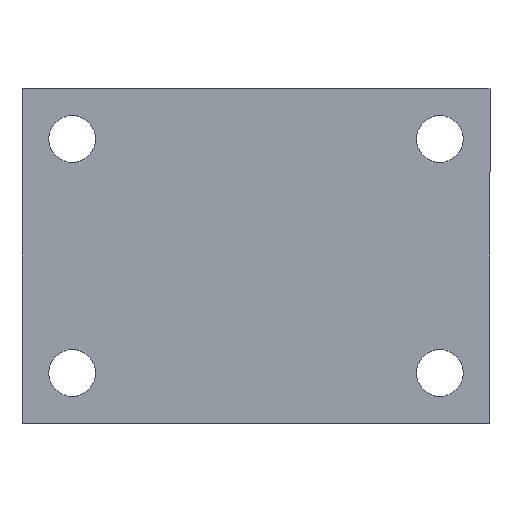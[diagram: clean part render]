
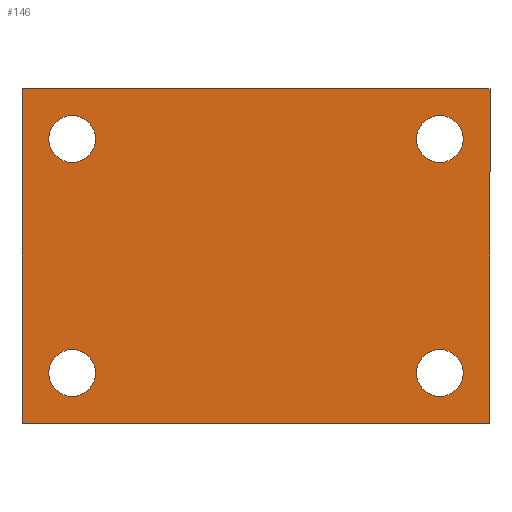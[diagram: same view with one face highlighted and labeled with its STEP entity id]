
A CAD part, front view. The second image highlights one B-rep face of the part: STEP entity #146.
In plain terms, the highlighted planar face has unit normal (0, -1, 0).
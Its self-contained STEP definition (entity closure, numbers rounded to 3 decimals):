
#5 = CARTESIAN_POINT ( 'NONE',  ( -70., -3., -50. ) ) ;
#8 = DIRECTION ( 'NONE',  ( 0., 1., 0. ) ) ;
#15 = AXIS2_PLACEMENT_3D ( 'NONE', #130, #336, #344 ) ;
#17 = LINE ( 'NONE', #187, #236 ) ;
#24 = DIRECTION ( 'NONE',  ( 0., 0., 1. ) ) ;
#26 = EDGE_CURVE ( 'NONE', #127, #449, #115, .T. ) ;
#30 = DIRECTION ( 'NONE',  ( 0., 0., 1. ) ) ;
#32 = VERTEX_POINT ( 'NONE', #349 ) ;
#43 = CARTESIAN_POINT ( 'NONE',  ( -55., -3., 42. ) ) ;
#46 = LINE ( 'NONE', #62, #469 ) ;
#47 = ORIENTED_EDGE ( 'NONE', *, *, #251, .T. ) ;
#53 = CARTESIAN_POINT ( 'NONE',  ( 70., -3., 50. ) ) ;
#56 = EDGE_CURVE ( 'NONE', #293, #345, #519, .T. ) ;
#57 = AXIS2_PLACEMENT_3D ( 'NONE', #161, #415, #423 ) ;
#59 = AXIS2_PLACEMENT_3D ( 'NONE', #285, #494, #114 ) ;
#62 = CARTESIAN_POINT ( 'NONE',  ( -70., -3., -50. ) ) ;
#65 = DIRECTION ( 'NONE',  ( 0., 1., 0. ) ) ;
#66 = FACE_OUTER_BOUND ( 'NONE', #234, .T. ) ;
#86 = ORIENTED_EDGE ( 'NONE', *, *, #348, .T. ) ;
#88 = EDGE_LOOP ( 'NONE', ( #442, #174 ) ) ;
#92 = DIRECTION ( 'NONE',  ( 0., 0., 1. ) ) ;
#93 = EDGE_CURVE ( 'NONE', #32, #383, #266, .T. ) ;
#97 = CIRCLE ( 'NONE', #332, 7. ) ;
#100 = VERTEX_POINT ( 'NONE', #524 ) ;
#103 = CARTESIAN_POINT ( 'NONE',  ( -55., -3., 28. ) ) ;
#114 = DIRECTION ( 'NONE',  ( 0., 0., 1. ) ) ;
#115 = CIRCLE ( 'NONE', #163, 7. ) ;
#121 = PLANE ( 'NONE',  #59 ) ;
#122 = ORIENTED_EDGE ( 'NONE', *, *, #342, .T. ) ;
#127 = VERTEX_POINT ( 'NONE', #220 ) ;
#130 = CARTESIAN_POINT ( 'NONE',  ( -55., -3., -35. ) ) ;
#141 = DIRECTION ( 'NONE',  ( 0., 0., 1. ) ) ;
#146 = ADVANCED_FACE ( 'NONE', ( #66, #229, #399, #488, #366 ), #121, .F. ) ;
#152 = EDGE_CURVE ( 'NONE', #345, #100, #330, .T. ) ;
#161 = CARTESIAN_POINT ( 'NONE',  ( 55., -3., 35. ) ) ;
#163 = AXIS2_PLACEMENT_3D ( 'NONE', #401, #65, #357 ) ;
#169 = DIRECTION ( 'NONE',  ( 0., 1., 0. ) ) ;
#174 = ORIENTED_EDGE ( 'NONE', *, *, #358, .T. ) ;
#181 = VECTOR ( 'NONE', #351, 1000. ) ;
#187 = CARTESIAN_POINT ( 'NONE',  ( -70., -3., -50. ) ) ;
#205 = CARTESIAN_POINT ( 'NONE',  ( 70., -3., -50. ) ) ;
#208 = DIRECTION ( 'NONE',  ( 0., 0., 1. ) ) ;
#220 = CARTESIAN_POINT ( 'NONE',  ( 55., -3., -42. ) ) ;
#222 = CARTESIAN_POINT ( 'NONE',  ( 55., -3., -28. ) ) ;
#225 = AXIS2_PLACEMENT_3D ( 'NONE', #455, #505, #507 ) ;
#229 = FACE_BOUND ( 'NONE', #467, .T. ) ;
#231 = ORIENTED_EDGE ( 'NONE', *, *, #26, .T. ) ;
#234 = EDGE_LOOP ( 'NONE', ( #508, #460, #304, #238 ) ) ;
#236 = VECTOR ( 'NONE', #310, 1000. ) ;
#238 = ORIENTED_EDGE ( 'NONE', *, *, #473, .F. ) ;
#244 = CARTESIAN_POINT ( 'NONE',  ( -55., -3., 35. ) ) ;
#249 = ORIENTED_EDGE ( 'NONE', *, *, #386, .T. ) ;
#251 = EDGE_CURVE ( 'NONE', #299, #530, #525, .T. ) ;
#252 = VECTOR ( 'NONE', #322, 1000. ) ;
#256 = AXIS2_PLACEMENT_3D ( 'NONE', #397, #306, #141 ) ;
#258 = EDGE_LOOP ( 'NONE', ( #231, #249 ) ) ;
#266 = CIRCLE ( 'NONE', #256, 7. ) ;
#270 = VERTEX_POINT ( 'NONE', #369 ) ;
#285 = CARTESIAN_POINT ( 'NONE',  ( 0., -3., 0. ) ) ;
#291 = AXIS2_PLACEMENT_3D ( 'NONE', #244, #451, #30 ) ;
#293 = VERTEX_POINT ( 'NONE', #533 ) ;
#298 = CARTESIAN_POINT ( 'NONE',  ( -55., -3., -28. ) ) ;
#299 = VERTEX_POINT ( 'NONE', #43 ) ;
#304 = ORIENTED_EDGE ( 'NONE', *, *, #437, .F. ) ;
#306 = DIRECTION ( 'NONE',  ( 0., 1., 0. ) ) ;
#310 = DIRECTION ( 'NONE',  ( -1., 0., 0. ) ) ;
#314 = CIRCLE ( 'NONE', #453, 7. ) ;
#322 = DIRECTION ( 'NONE',  ( 0., 0., -1. ) ) ;
#325 = CIRCLE ( 'NONE', #57, 7. ) ;
#330 = LINE ( 'NONE', #205, #252 ) ;
#332 = AXIS2_PLACEMENT_3D ( 'NONE', #502, #169, #208 ) ;
#336 = DIRECTION ( 'NONE',  ( 0., 1., 0. ) ) ;
#338 = VERTEX_POINT ( 'NONE', #5 ) ;
#341 = EDGE_CURVE ( 'NONE', #270, #421, #97, .T. ) ;
#342 = EDGE_CURVE ( 'NONE', #383, #32, #403, .T. ) ;
#344 = DIRECTION ( 'NONE',  ( 0., 0., 1. ) ) ;
#345 = VERTEX_POINT ( 'NONE', #53 ) ;
#348 = EDGE_CURVE ( 'NONE', #530, #299, #314, .T. ) ;
#349 = CARTESIAN_POINT ( 'NONE',  ( -55., -3., -42. ) ) ;
#351 = DIRECTION ( 'NONE',  ( 1., 0., 0. ) ) ;
#357 = DIRECTION ( 'NONE',  ( 0., 0., 1. ) ) ;
#358 = EDGE_CURVE ( 'NONE', #421, #270, #325, .T. ) ;
#363 = ORIENTED_EDGE ( 'NONE', *, *, #93, .T. ) ;
#366 = FACE_BOUND ( 'NONE', #258, .T. ) ;
#369 = CARTESIAN_POINT ( 'NONE',  ( 55., -3., 28. ) ) ;
#383 = VERTEX_POINT ( 'NONE', #298 ) ;
#386 = EDGE_CURVE ( 'NONE', #449, #127, #461, .T. ) ;
#397 = CARTESIAN_POINT ( 'NONE',  ( -55., -3., -35. ) ) ;
#399 = FACE_BOUND ( 'NONE', #501, .T. ) ;
#401 = CARTESIAN_POINT ( 'NONE',  ( 55., -3., -35. ) ) ;
#403 = CIRCLE ( 'NONE', #15, 7. ) ;
#415 = DIRECTION ( 'NONE',  ( 0., 1., 0. ) ) ;
#417 = CARTESIAN_POINT ( 'NONE',  ( 55., -3., 42. ) ) ;
#421 = VERTEX_POINT ( 'NONE', #417 ) ;
#423 = DIRECTION ( 'NONE',  ( 0., 0., 1. ) ) ;
#437 = EDGE_CURVE ( 'NONE', #338, #293, #46, .T. ) ;
#442 = ORIENTED_EDGE ( 'NONE', *, *, #341, .T. ) ;
#449 = VERTEX_POINT ( 'NONE', #222 ) ;
#451 = DIRECTION ( 'NONE',  ( 0., 1., 0. ) ) ;
#453 = AXIS2_PLACEMENT_3D ( 'NONE', #511, #8, #92 ) ;
#455 = CARTESIAN_POINT ( 'NONE',  ( 55., -3., -35. ) ) ;
#460 = ORIENTED_EDGE ( 'NONE', *, *, #56, .F. ) ;
#461 = CIRCLE ( 'NONE', #225, 7. ) ;
#467 = EDGE_LOOP ( 'NONE', ( #363, #122 ) ) ;
#469 = VECTOR ( 'NONE', #24, 1000. ) ;
#473 = EDGE_CURVE ( 'NONE', #100, #338, #17, .T. ) ;
#488 = FACE_BOUND ( 'NONE', #88, .T. ) ;
#494 = DIRECTION ( 'NONE',  ( 0., 1., 0. ) ) ;
#501 = EDGE_LOOP ( 'NONE', ( #86, #47 ) ) ;
#502 = CARTESIAN_POINT ( 'NONE',  ( 55., -3., 35. ) ) ;
#505 = DIRECTION ( 'NONE',  ( 0., 1., 0. ) ) ;
#507 = DIRECTION ( 'NONE',  ( 0., 0., 1. ) ) ;
#508 = ORIENTED_EDGE ( 'NONE', *, *, #152, .F. ) ;
#511 = CARTESIAN_POINT ( 'NONE',  ( -55., -3., 35. ) ) ;
#519 = LINE ( 'NONE', #522, #181 ) ;
#522 = CARTESIAN_POINT ( 'NONE',  ( -70., -3., 50. ) ) ;
#524 = CARTESIAN_POINT ( 'NONE',  ( 70., -3., -50. ) ) ;
#525 = CIRCLE ( 'NONE', #291, 7. ) ;
#530 = VERTEX_POINT ( 'NONE', #103 ) ;
#533 = CARTESIAN_POINT ( 'NONE',  ( -70., -3., 50. ) ) ;
